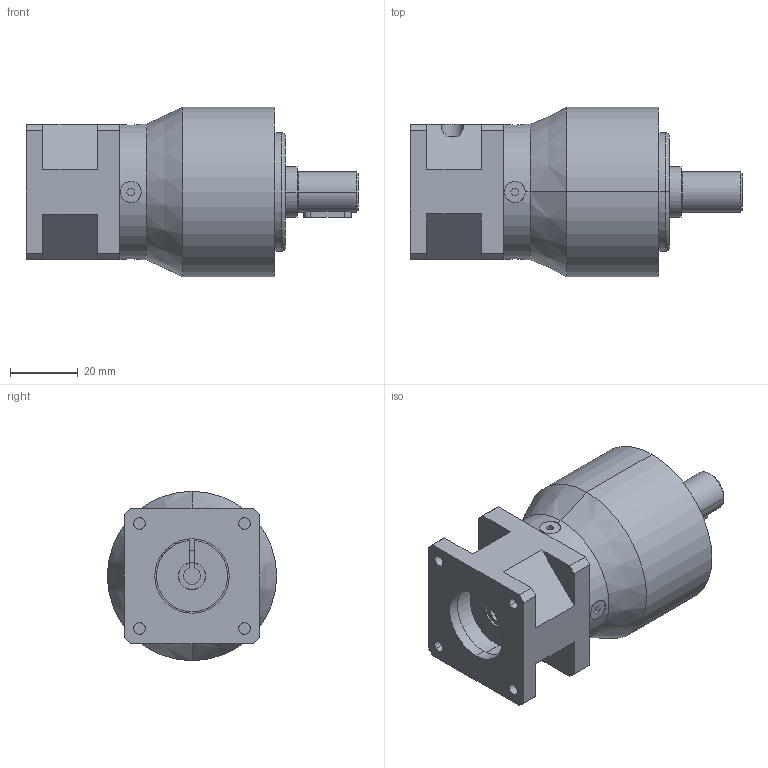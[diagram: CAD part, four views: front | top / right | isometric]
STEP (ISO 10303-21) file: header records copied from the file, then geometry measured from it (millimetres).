
FILE_DESCRIPTION((''),'2;1');
FILE_NAME('1011023385','2016-06-07T',('3131beck'),(''),'CREO PARAMETRIC BY PTC INC, 2015290','CREO PARAMETRIC BY PTC INC, 2015290','');
FILE_SCHEMA(('CONFIG_CONTROL_DESIGN'));
Length unit declared in the file: millimetre
Products named in the file (1): 1011023385
Bounding box: 98 x 50 x 50 mm (x, y, z)
Volume: 116728.9 mm3; surface area: 22878.5 mm2
Topology: 1 solids, 7 shells, 208 faces, 496 edges, 317 vertices
Faces by surface type: plane 95, cylinder 93, torus 10, cone 10
Entity records: 7174 total; most frequent: CARTESIAN_POINT 1252, DIRECTION 1086, ORIENTED_EDGE 968, EDGE_CURVE 494, AXIS2_PLACEMENT_3D 405, VERTEX_POINT 317, VECTOR 276, LINE 276
